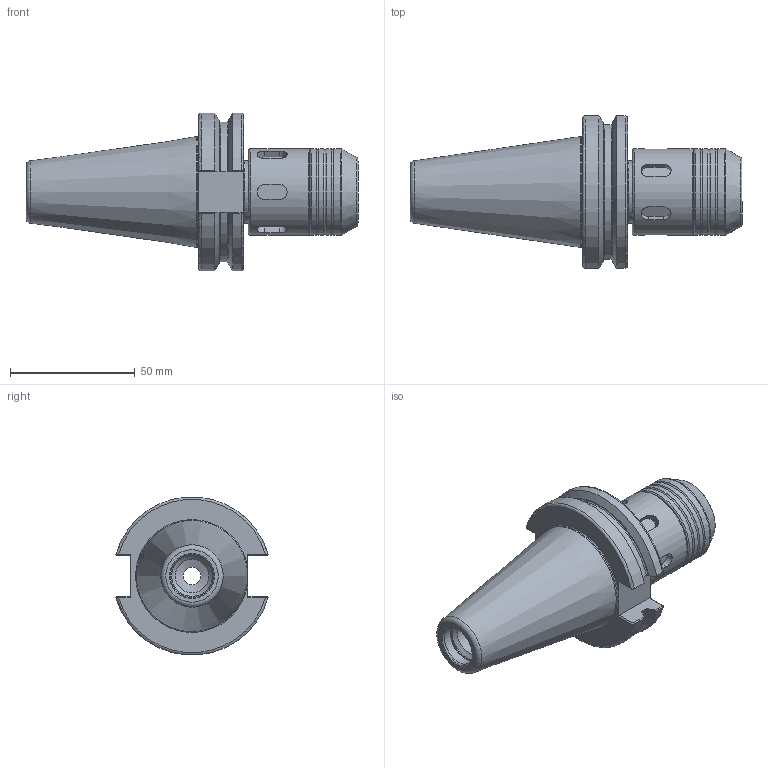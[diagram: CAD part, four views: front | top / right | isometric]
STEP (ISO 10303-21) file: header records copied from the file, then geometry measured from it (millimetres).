
FILE_DESCRIPTION(/* description */ (''),/* implementation_level */ '2;1');
FILE_NAME(/* name */ 'DCAT40-BC037-0256.stp',/* time_stamp */ '2019-07-10T16:29:24-05:00',/* author */ ('ldfli'),/* organization */ ('Pioneer N.A.'),/* preprocessor_version */ 'ST-DEVELOPER v18',/* originating_system */ 'Autodesk Inventor LT',/* authorisation */ '');
FILE_SCHEMA (('AUTOMOTIVE_DESIGN { 1 0 10303 214 3 1 1 }'));
Length unit declared in the file: millimetre
Products named in the file (1): DCAT40-BC037-0256
Bounding box: 133.25 x 61.14 x 63.31 mm (x, y, z)
Volume: 143058.2 mm3; surface area: 35961.2 mm2
Topology: 4 solids, 4 shells, 225 faces, 657 edges, 455 vertices
Faces by surface type: plane 84, cylinder 54, torus 39, cone 27, bspline 21
Full cylindrical faces by diameter (mm): 3.242 x1, 4 x1, 7 x1, 10 x1, 10.5 x1, 13.492 x1, 16.28 x1, 16.68 x1, 22.92 x1, 23.5 x1, 25 x1, 25.42 x1, 26.1 x2, 26.3 x2, 29.5 x1, 32.7 x1, 34.9 x5, 44.45 x1
Entity records: 9117 total; most frequent: CARTESIAN_POINT 3007, ORIENTED_EDGE 1314, DIRECTION 1297, EDGE_CURVE 657, AXIS2_PLACEMENT_3D 546, VERTEX_POINT 455, CIRCLE 341, EDGE_LOOP 248
